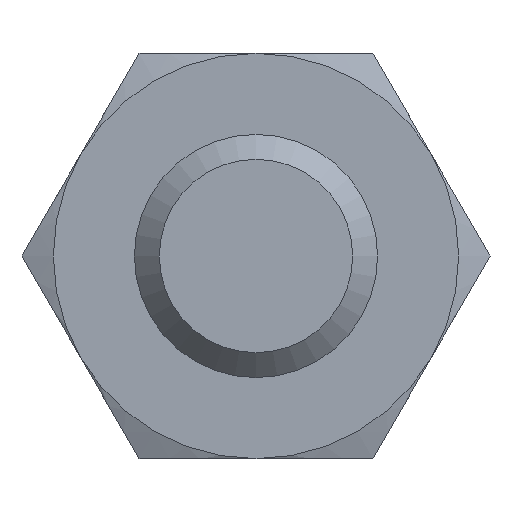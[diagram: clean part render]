
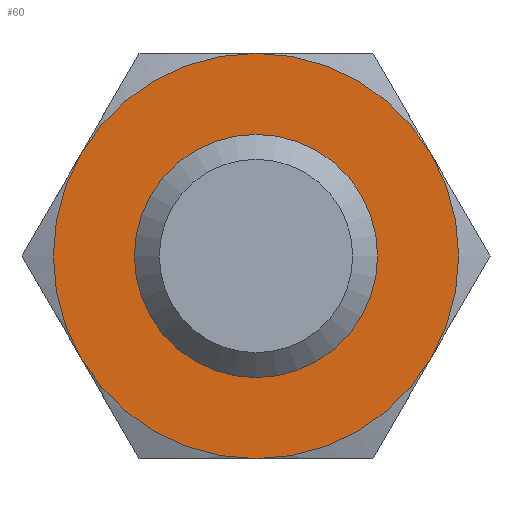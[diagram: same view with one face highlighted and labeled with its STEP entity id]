
A CAD part, front view. The second image highlights one B-rep face of the part: STEP entity #60.
In plain terms, the highlighted planar face has unit normal (0, -1, 0).
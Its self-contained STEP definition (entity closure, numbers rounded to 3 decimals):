
#60 = ADVANCED_FACE( '', ( #135, #136 ), #137, .F. );
#135 = FACE_BOUND( '', #226, .T. );
#136 = FACE_OUTER_BOUND( '', #227, .T. );
#137 = PLANE( '', #228 );
#226 = EDGE_LOOP( '', ( #335 ) );
#227 = EDGE_LOOP( '', ( #336, #337, #338, #339, #340, #341 ) );
#228 = AXIS2_PLACEMENT_3D( '', #342, #343, #344 );
#335 = ORIENTED_EDGE( '', *, *, #519, .F. );
#336 = ORIENTED_EDGE( '', *, *, #520, .T. );
#337 = ORIENTED_EDGE( '', *, *, #521, .T. );
#338 = ORIENTED_EDGE( '', *, *, #522, .T. );
#339 = ORIENTED_EDGE( '', *, *, #513, .T. );
#340 = ORIENTED_EDGE( '', *, *, #523, .T. );
#341 = ORIENTED_EDGE( '', *, *, #524, .T. );
#342 = CARTESIAN_POINT( '', ( 5., 0., 0. ) );
#343 = DIRECTION( '', ( 0., 1., 0. ) );
#344 = DIRECTION( '', ( 0., 0., 1. ) );
#513 = EDGE_CURVE( '', #600, #601, #602, .T. );
#519 = EDGE_CURVE( '', #610, #610, #611, .T. );
#520 = EDGE_CURVE( '', #572, #612, #613, .T. );
#521 = EDGE_CURVE( '', #612, #614, #615, .T. );
#522 = EDGE_CURVE( '', #614, #600, #616, .T. );
#523 = EDGE_CURVE( '', #601, #617, #618, .T. );
#524 = EDGE_CURVE( '', #617, #572, #619, .T. );
#572 = VERTEX_POINT( '', #677 );
#600 = VERTEX_POINT( '', #732 );
#601 = VERTEX_POINT( '', #733 );
#602 = CIRCLE( '', #734, 5. );
#610 = VERTEX_POINT( '', #750 );
#611 = CIRCLE( '', #751, 2.2 );
#612 = VERTEX_POINT( '', #752 );
#613 = CIRCLE( '', #753, 5. );
#614 = VERTEX_POINT( '', #754 );
#615 = CIRCLE( '', #755, 5. );
#616 = CIRCLE( '', #756, 5. );
#617 = VERTEX_POINT( '', #757 );
#618 = CIRCLE( '', #758, 5. );
#619 = CIRCLE( '', #759, 5. );
#677 = CARTESIAN_POINT( '', ( 0., 0., -5. ) );
#732 = CARTESIAN_POINT( '', ( 0., 0., 5. ) );
#733 = CARTESIAN_POINT( '', ( -4.33, 0., 2.5 ) );
#734 = AXIS2_PLACEMENT_3D( '', #893, #894, #895 );
#750 = CARTESIAN_POINT( '', ( 0., 0., -2.2 ) );
#751 = AXIS2_PLACEMENT_3D( '', #899, #900, #901 );
#752 = CARTESIAN_POINT( '', ( 4.33, 0., -2.5 ) );
#753 = AXIS2_PLACEMENT_3D( '', #902, #903, #904 );
#754 = CARTESIAN_POINT( '', ( 4.33, 0., 2.5 ) );
#755 = AXIS2_PLACEMENT_3D( '', #905, #906, #907 );
#756 = AXIS2_PLACEMENT_3D( '', #908, #909, #910 );
#757 = CARTESIAN_POINT( '', ( -4.33, 0., -2.5 ) );
#758 = AXIS2_PLACEMENT_3D( '', #911, #912, #913 );
#759 = AXIS2_PLACEMENT_3D( '', #914, #915, #916 );
#893 = CARTESIAN_POINT( '', ( 0., 0., 0. ) );
#894 = DIRECTION( '', ( 0., -1., 0. ) );
#895 = DIRECTION( '', ( 0., 0., -1. ) );
#899 = CARTESIAN_POINT( '', ( 0., 0., 0. ) );
#900 = DIRECTION( '', ( 0., -1., 0. ) );
#901 = DIRECTION( '', ( 0., 0., -1. ) );
#902 = CARTESIAN_POINT( '', ( 0., 0., 0. ) );
#903 = DIRECTION( '', ( 0., -1., 0. ) );
#904 = DIRECTION( '', ( 0., 0., -1. ) );
#905 = CARTESIAN_POINT( '', ( 0., 0., 0. ) );
#906 = DIRECTION( '', ( 0., -1., 0. ) );
#907 = DIRECTION( '', ( 0., 0., -1. ) );
#908 = CARTESIAN_POINT( '', ( 0., 0., 0. ) );
#909 = DIRECTION( '', ( 0., -1., 0. ) );
#910 = DIRECTION( '', ( 0., 0., -1. ) );
#911 = CARTESIAN_POINT( '', ( 0., 0., 0. ) );
#912 = DIRECTION( '', ( 0., -1., 0. ) );
#913 = DIRECTION( '', ( 0., 0., -1. ) );
#914 = CARTESIAN_POINT( '', ( 0., 0., 0. ) );
#915 = DIRECTION( '', ( 0., -1., 0. ) );
#916 = DIRECTION( '', ( 0., 0., -1. ) );
